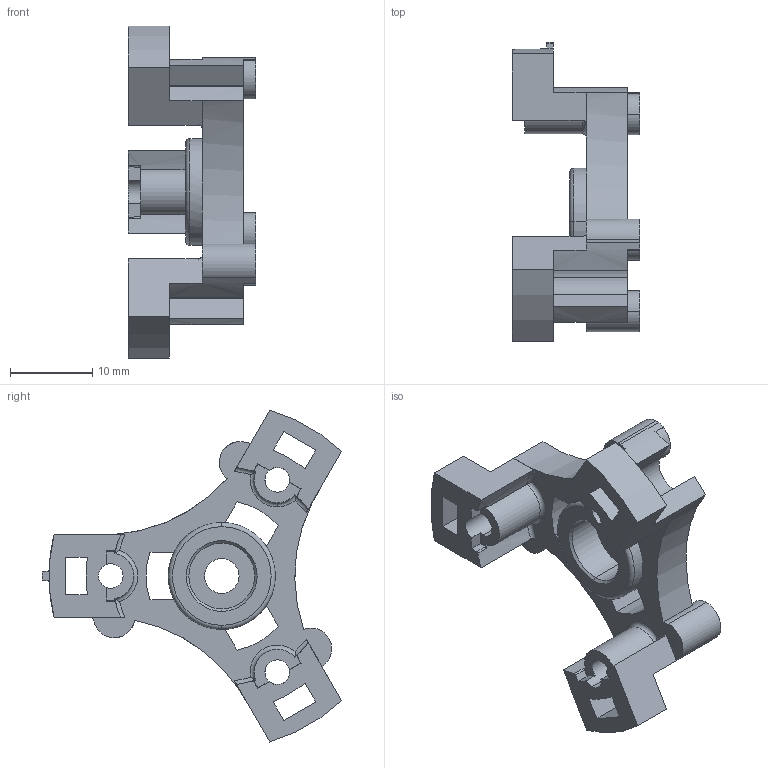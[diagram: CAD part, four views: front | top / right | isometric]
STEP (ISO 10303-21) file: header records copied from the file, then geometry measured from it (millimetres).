
FILE_DESCRIPTION (( 'STEP AP203' ), '1' );
FILE_NAME ('后端盖-A型-晨光-测绘+圆周定位.STEP', '2021-04-26T07:40:35', ( '' ), ( '' ), 'SwSTEP 2.0', 'SolidWorks 2021', '' );
FILE_SCHEMA (( 'CONFIG_CONTROL_DESIGN' ));
Length unit declared in the file: millimetre
Products named in the file (1): 后端盖-A型-晨光-测绘+圆周定位
Bounding box: 15.5 x 36.36 x 40.35 mm (x, y, z)
Volume: 3370.4 mm3; surface area: 3779.2 mm2
Topology: 1 solids, 1 shells, 157 faces, 445 edges, 289 vertices
Faces by surface type: plane 67, cylinder 64, torus 12, cone 8, bspline 6
Entity records: 5381 total; most frequent: CARTESIAN_POINT 1144, DIRECTION 890, ORIENTED_EDGE 890, EDGE_CURVE 445, AXIS2_PLACEMENT_3D 335, VERTEX_POINT 289, VECTOR 220, LINE 220
